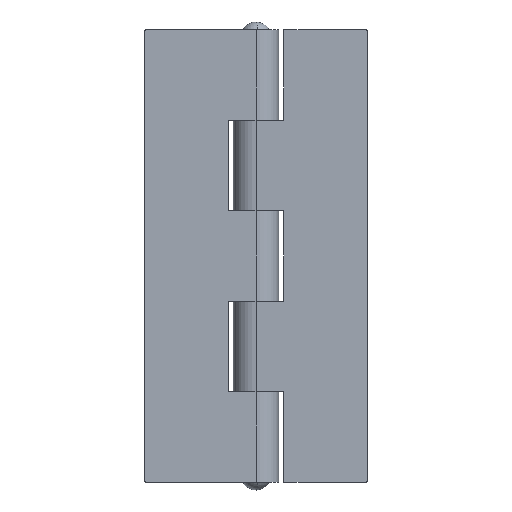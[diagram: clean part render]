
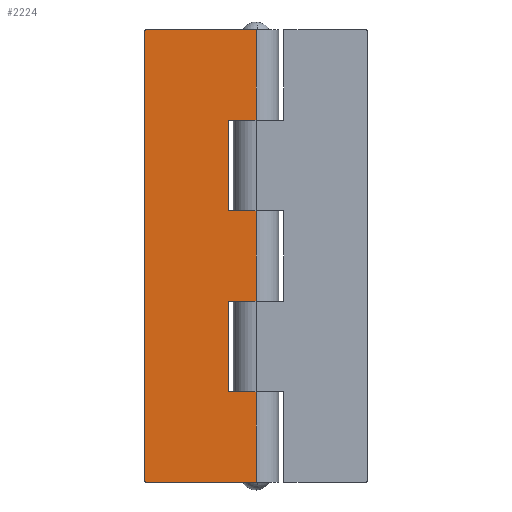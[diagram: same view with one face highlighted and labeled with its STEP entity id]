
A CAD part, front view. The second image highlights one B-rep face of the part: STEP entity #2224.
In plain terms, the highlighted planar face has unit normal (0, -1, 0).
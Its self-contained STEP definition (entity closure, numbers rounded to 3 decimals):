
#1 = EDGE_CURVE ( 'NONE', #2332, #2325, #457, .T. ) ;
#4 = ORIENTED_EDGE ( 'NONE', *, *, #5, .T. ) ;
#5 = EDGE_CURVE ( 'NONE', #2322, #159, #453, .T. ) ;
#6 = ORIENTED_EDGE ( 'NONE', *, *, #8, .T. ) ;
#7 = ORIENTED_EDGE ( 'NONE', *, *, #163, .F. ) ;
#8 = EDGE_CURVE ( 'NONE', #164, #2332, #449, .T. ) ;
#159 = VERTEX_POINT ( 'NONE', #706 ) ;
#163 = EDGE_CURVE ( 'NONE', #164, #159, #700, .T. ) ;
#164 = VERTEX_POINT ( 'NONE', #696 ) ;
#169 = VERTEX_POINT ( 'NONE', #690 ) ;
#183 = VERTEX_POINT ( 'NONE', #714 ) ;
#185 = EDGE_CURVE ( 'NONE', #183, #2188, #779, .T. ) ;
#196 = EDGE_CURVE ( 'NONE', #169, #232, #768, .T. ) ;
#204 = VERTEX_POINT ( 'NONE', #759 ) ;
#205 = EDGE_CURVE ( 'NONE', #232, #204, #758, .T. ) ;
#232 = VERTEX_POINT ( 'NONE', #790 ) ;
#446 = DIRECTION ( 'NONE',  ( -1., 0., 0. ) ) ;
#447 = VECTOR ( 'NONE', #446, 1000. ) ;
#448 = CARTESIAN_POINT ( 'NONE',  ( 0., -3.25, 6.5 ) ) ;
#449 = LINE ( 'NONE', #448, #447 ) ;
#450 = DIRECTION ( 'NONE',  ( 1., 0., 0. ) ) ;
#451 = VECTOR ( 'NONE', #450, 1000. ) ;
#452 = CARTESIAN_POINT ( 'NONE',  ( 0., -3.25, -6.5 ) ) ;
#453 = LINE ( 'NONE', #452, #451 ) ;
#454 = DIRECTION ( 'NONE',  ( 0., 0., 1. ) ) ;
#455 = VECTOR ( 'NONE', #454, 1000. ) ;
#456 = CARTESIAN_POINT ( 'NONE',  ( -4., -3.25, 32.5 ) ) ;
#457 = LINE ( 'NONE', #456, #455 ) ;
#690 = CARTESIAN_POINT ( 'NONE',  ( -15.75, -3.25, 32.5 ) ) ;
#696 = CARTESIAN_POINT ( 'NONE',  ( 0., -3.25, 6.5 ) ) ;
#697 = DIRECTION ( 'NONE',  ( 0., 0., -1. ) ) ;
#698 = VECTOR ( 'NONE', #697, 1000. ) ;
#699 = CARTESIAN_POINT ( 'NONE',  ( 0., -3.25, 32.5 ) ) ;
#700 = LINE ( 'NONE', #699, #698 ) ;
#706 = CARTESIAN_POINT ( 'NONE',  ( 0., -3.25, -6.5 ) ) ;
#714 = CARTESIAN_POINT ( 'NONE',  ( -15.75, -3.25, -32.5 ) ) ;
#755 = DIRECTION ( 'NONE',  ( 0., 0., -1. ) ) ;
#756 = VECTOR ( 'NONE', #755, 1000. ) ;
#757 = CARTESIAN_POINT ( 'NONE',  ( 0., -3.25, 32.5 ) ) ;
#758 = LINE ( 'NONE', #757, #756 ) ;
#759 = CARTESIAN_POINT ( 'NONE',  ( 0., -3.25, 19.5 ) ) ;
#765 = DIRECTION ( 'NONE',  ( 1., 0., 0. ) ) ;
#766 = VECTOR ( 'NONE', #765, 1000. ) ;
#767 = CARTESIAN_POINT ( 'NONE',  ( 0., -3.25, 32.5 ) ) ;
#768 = LINE ( 'NONE', #767, #766 ) ;
#776 = DIRECTION ( 'NONE',  ( 1., 0., 0. ) ) ;
#777 = VECTOR ( 'NONE', #776, 1000. ) ;
#778 = CARTESIAN_POINT ( 'NONE',  ( 0., -3.25, -32.5 ) ) ;
#779 = LINE ( 'NONE', #778, #777 ) ;
#790 = CARTESIAN_POINT ( 'NONE',  ( 0., -3.25, 32.5 ) ) ;
#1407 = DIRECTION ( 'NONE',  ( 0., 0., -1. ) ) ;
#1408 = VECTOR ( 'NONE', #1407, 1000. ) ;
#1409 = CARTESIAN_POINT ( 'NONE',  ( 0., -3.25, 32.5 ) ) ;
#1410 = LINE ( 'NONE', #1409, #1408 ) ;
#1411 = CARTESIAN_POINT ( 'NONE',  ( 0., -3.25, -19.5 ) ) ;
#1418 = CARTESIAN_POINT ( 'NONE',  ( 0., -3.25, -32.5 ) ) ;
#1481 = DIRECTION ( 'NONE',  ( -1., 0., 0. ) ) ;
#1482 = DIRECTION ( 'NONE',  ( 0., 1., 0. ) ) ;
#1483 = CARTESIAN_POINT ( 'NONE',  ( 0., -3.25, 32.5 ) ) ;
#1484 = AXIS2_PLACEMENT_3D ( 'NONE', #1483, #1482, #1481 ) ;
#1485 = PLANE ( 'NONE',  #1484 ) ;
#1486 = FACE_OUTER_BOUND ( 'NONE', #2225, .T. ) ;
#1558 = CARTESIAN_POINT ( 'NONE',  ( -4., -3.25, -6.5 ) ) ;
#1559 = DIRECTION ( 'NONE',  ( 0., 0., 1. ) ) ;
#1560 = VECTOR ( 'NONE', #1559, 1000. ) ;
#1561 = CARTESIAN_POINT ( 'NONE',  ( -4., -3.25, 32.5 ) ) ;
#1562 = LINE ( 'NONE', #1561, #1560 ) ;
#1563 = CARTESIAN_POINT ( 'NONE',  ( -4., -3.25, -19.5 ) ) ;
#1564 = CARTESIAN_POINT ( 'NONE',  ( -16., -3.25, 32.25 ) ) ;
#1565 = DIRECTION ( 'NONE',  ( 0., 0., -1. ) ) ;
#1566 = VECTOR ( 'NONE', #1565, 1000. ) ;
#1567 = CARTESIAN_POINT ( 'NONE',  ( -16., -3.25, 32.5 ) ) ;
#1568 = LINE ( 'NONE', #1567, #1566 ) ;
#1569 = CARTESIAN_POINT ( 'NONE',  ( -16., -3.25, -32.25 ) ) ;
#1588 = DIRECTION ( 'NONE',  ( 1., 0., 0. ) ) ;
#1589 = VECTOR ( 'NONE', #1588, 1000. ) ;
#1590 = CARTESIAN_POINT ( 'NONE',  ( 0., -3.25, 19.5 ) ) ;
#1591 = LINE ( 'NONE', #1590, #1589 ) ;
#1592 = DIRECTION ( 'NONE',  ( -1., 0., 0. ) ) ;
#1593 = DIRECTION ( 'NONE',  ( 0., -1., 0. ) ) ;
#1594 = CARTESIAN_POINT ( 'NONE',  ( -15.75, -3.25, -32.25 ) ) ;
#1595 = AXIS2_PLACEMENT_3D ( 'NONE', #1594, #1593, #1592 ) ;
#1596 = CIRCLE ( 'NONE', #1595, 0.25 ) ;
#1597 = DIRECTION ( 'NONE',  ( -1., 0., 0. ) ) ;
#1598 = DIRECTION ( 'NONE',  ( 0., -1., 0. ) ) ;
#1599 = CARTESIAN_POINT ( 'NONE',  ( -15.75, -3.25, 32.25 ) ) ;
#1600 = AXIS2_PLACEMENT_3D ( 'NONE', #1599, #1598, #1597 ) ;
#1601 = CIRCLE ( 'NONE', #1600, 0.25 ) ;
#1602 = CARTESIAN_POINT ( 'NONE',  ( -4., -3.25, 6.5 ) ) ;
#1603 = DIRECTION ( 'NONE',  ( -1., 0., 0. ) ) ;
#1604 = VECTOR ( 'NONE', #1603, 1000. ) ;
#1605 = CARTESIAN_POINT ( 'NONE',  ( 0., -3.25, -19.5 ) ) ;
#1606 = LINE ( 'NONE', #1605, #1604 ) ;
#1607 = CARTESIAN_POINT ( 'NONE',  ( -4., -3.25, 19.5 ) ) ;
#2188 = VERTEX_POINT ( 'NONE', #1418 ) ;
#2191 = VERTEX_POINT ( 'NONE', #1411 ) ;
#2193 = EDGE_CURVE ( 'NONE', #2191, #2188, #1410, .T. ) ;
#2222 = ORIENTED_EDGE ( 'NONE', *, *, #196, .F. ) ;
#2224 = ADVANCED_FACE ( 'NONE', ( #1486 ), #1485, .F. ) ;
#2225 = EDGE_LOOP ( 'NONE', ( #2222, #2338, #2334, #2336, #2326, #2327, #2328, #2318, #4, #7, #6, #2333, #2324, #2341 ) ) ;
#2305 = VERTEX_POINT ( 'NONE', #1569 ) ;
#2312 = EDGE_CURVE ( 'NONE', #2314, #2305, #1568, .T. ) ;
#2314 = VERTEX_POINT ( 'NONE', #1564 ) ;
#2316 = VERTEX_POINT ( 'NONE', #1563 ) ;
#2318 = ORIENTED_EDGE ( 'NONE', *, *, #2321, .T. ) ;
#2321 = EDGE_CURVE ( 'NONE', #2316, #2322, #1562, .T. ) ;
#2322 = VERTEX_POINT ( 'NONE', #1558 ) ;
#2324 = ORIENTED_EDGE ( 'NONE', *, *, #2340, .T. ) ;
#2325 = VERTEX_POINT ( 'NONE', #1607 ) ;
#2326 = ORIENTED_EDGE ( 'NONE', *, *, #185, .T. ) ;
#2327 = ORIENTED_EDGE ( 'NONE', *, *, #2193, .F. ) ;
#2328 = ORIENTED_EDGE ( 'NONE', *, *, #2329, .T. ) ;
#2329 = EDGE_CURVE ( 'NONE', #2191, #2316, #1606, .T. ) ;
#2332 = VERTEX_POINT ( 'NONE', #1602 ) ;
#2333 = ORIENTED_EDGE ( 'NONE', *, *, #1, .T. ) ;
#2334 = ORIENTED_EDGE ( 'NONE', *, *, #2312, .T. ) ;
#2335 = EDGE_CURVE ( 'NONE', #169, #2314, #1601, .T. ) ;
#2336 = ORIENTED_EDGE ( 'NONE', *, *, #2339, .T. ) ;
#2338 = ORIENTED_EDGE ( 'NONE', *, *, #2335, .T. ) ;
#2339 = EDGE_CURVE ( 'NONE', #2305, #183, #1596, .T. ) ;
#2340 = EDGE_CURVE ( 'NONE', #2325, #204, #1591, .T. ) ;
#2341 = ORIENTED_EDGE ( 'NONE', *, *, #205, .F. ) ;
